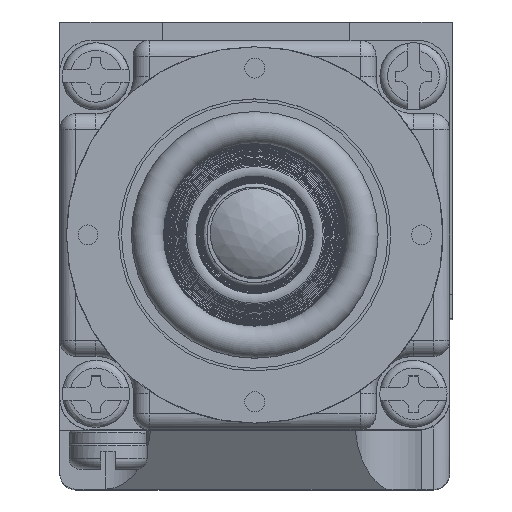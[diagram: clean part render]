
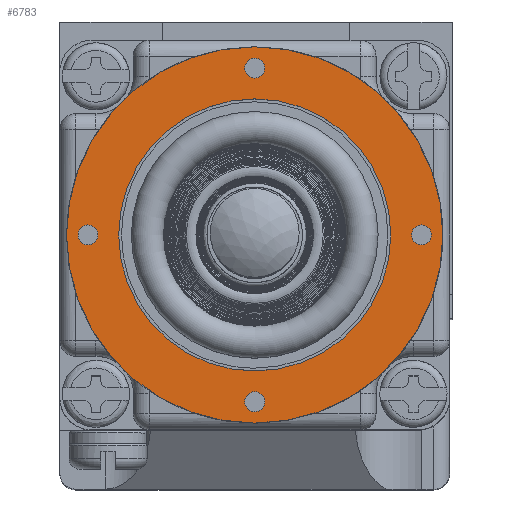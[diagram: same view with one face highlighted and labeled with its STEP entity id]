
A CAD part, top view. The second image highlights one B-rep face of the part: STEP entity #6783.
In plain terms, the highlighted planar face has unit normal (0, 0, 1).
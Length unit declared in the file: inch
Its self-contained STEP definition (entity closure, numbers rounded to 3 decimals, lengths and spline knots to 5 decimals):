
#419 = PLANE ( 'NONE',  #20407 ) ;
#707 = AXIS2_PLACEMENT_3D ( 'NONE', #18872, #15528, #27737 ) ;
#811 = ORIENTED_EDGE ( 'NONE', *, *, #3220, .T. ) ;
#942 = ORIENTED_EDGE ( 'NONE', *, *, #25897, .T. ) ;
#1537 = EDGE_CURVE ( 'NONE', #8334, #8334, #3685, .T. ) ;
#1898 = AXIS2_PLACEMENT_3D ( 'NONE', #28496, #10423, #13352 ) ;
#3220 = EDGE_CURVE ( 'NONE', #17847, #17847, #18794, .T. ) ;
#3685 = CIRCLE ( 'NONE', #28563, 0.0385 ) ;
#3698 = CIRCLE ( 'NONE', #707, 0.527 ) ;
#6534 = CIRCLE ( 'NONE', #33175, 0.729 ) ;
#6783 = ADVANCED_FACE ( 'NONE', ( #14733, #28649, #35854, #31536, #16669, #23446 ), #419, .T. ) ;
#7823 = CARTESIAN_POINT ( 'NONE',  ( -2.49767, 1.2787, 2.01581 ) ) ;
#8287 = CARTESIAN_POINT ( 'NONE',  ( -1.36317, 1.2787, 2.01581 ) ) ;
#8334 = VERTEX_POINT ( 'NONE', #8287 ) ;
#8593 = DIRECTION ( 'NONE',  ( 0., 0., -1. ) ) ;
#10247 = DIRECTION ( 'NONE',  ( 0., 0., -1. ) ) ;
#10423 = DIRECTION ( 'NONE',  ( 0., 0., -1. ) ) ;
#10602 = VERTEX_POINT ( 'NONE', #34425 ) ;
#11777 = ORIENTED_EDGE ( 'NONE', *, *, #1537, .T. ) ;
#12021 = EDGE_LOOP ( 'NONE', ( #942 ) ) ;
#12839 = EDGE_LOOP ( 'NONE', ( #811 ) ) ;
#13352 = DIRECTION ( 'NONE',  ( -1., 0., 0. ) ) ;
#14040 = ORIENTED_EDGE ( 'NONE', *, *, #23629, .T. ) ;
#14301 = ORIENTED_EDGE ( 'NONE', *, *, #33882, .T. ) ;
#14523 = DIRECTION ( 'NONE',  ( -1., 0., 0. ) ) ;
#14733 = FACE_BOUND ( 'NONE', #28120, .T. ) ;
#15528 = DIRECTION ( 'NONE',  ( 0., 0., -1. ) ) ;
#15546 = AXIS2_PLACEMENT_3D ( 'NONE', #32778, #30074, #14523 ) ;
#16298 = VERTEX_POINT ( 'NONE', #29353 ) ;
#16669 = FACE_BOUND ( 'NONE', #27109, .T. ) ;
#17409 = DIRECTION ( 'NONE',  ( -1., 0., 0. ) ) ;
#17847 = VERTEX_POINT ( 'NONE', #27000 ) ;
#18222 = CIRCLE ( 'NONE', #15546, 0.0385 ) ;
#18794 = CIRCLE ( 'NONE', #21489, 0.0385 ) ;
#18872 = CARTESIAN_POINT ( 'NONE',  ( -1.97067, 1.2787, 2.01581 ) ) ;
#20407 = AXIS2_PLACEMENT_3D ( 'NONE', #21709, #36952, #24400 ) ;
#21489 = AXIS2_PLACEMENT_3D ( 'NONE', #38076, #10247, #31664 ) ;
#21709 = CARTESIAN_POINT ( 'NONE',  ( -1.97067, 1.2787, 2.01581 ) ) ;
#23446 = FACE_OUTER_BOUND ( 'NONE', #37234, .T. ) ;
#23629 = EDGE_CURVE ( 'NONE', #10602, #10602, #6534, .T. ) ;
#24400 = DIRECTION ( 'NONE',  ( 1., 0., 0. ) ) ;
#24817 = ORIENTED_EDGE ( 'NONE', *, *, #36691, .T. ) ;
#25419 = VERTEX_POINT ( 'NONE', #7823 ) ;
#25860 = CARTESIAN_POINT ( 'NONE',  ( -2.00917, 1.9247, 2.01581 ) ) ;
#25877 = EDGE_LOOP ( 'NONE', ( #14301 ) ) ;
#25897 = EDGE_CURVE ( 'NONE', #28803, #28803, #18222, .T. ) ;
#27000 = CARTESIAN_POINT ( 'NONE',  ( -2.00917, 0.6327, 2.01581 ) ) ;
#27109 = EDGE_LOOP ( 'NONE', ( #24817 ) ) ;
#27737 = DIRECTION ( 'NONE',  ( -1., 0., 0. ) ) ;
#28120 = EDGE_LOOP ( 'NONE', ( #11777 ) ) ;
#28496 = CARTESIAN_POINT ( 'NONE',  ( -2.61667, 1.2787, 2.01581 ) ) ;
#28563 = AXIS2_PLACEMENT_3D ( 'NONE', #35616, #8593, #17409 ) ;
#28649 = FACE_BOUND ( 'NONE', #12839, .T. ) ;
#28803 = VERTEX_POINT ( 'NONE', #25860 ) ;
#29353 = CARTESIAN_POINT ( 'NONE',  ( -2.65517, 1.2787, 2.01581 ) ) ;
#29452 = DIRECTION ( 'NONE',  ( 0., 0., 1. ) ) ;
#30074 = DIRECTION ( 'NONE',  ( 0., 0., -1. ) ) ;
#31536 = FACE_BOUND ( 'NONE', #12021, .T. ) ;
#31664 = DIRECTION ( 'NONE',  ( -1., 0., 0. ) ) ;
#32778 = CARTESIAN_POINT ( 'NONE',  ( -1.97067, 1.9247, 2.01581 ) ) ;
#33175 = AXIS2_PLACEMENT_3D ( 'NONE', #38540, #29452, #35615 ) ;
#33882 = EDGE_CURVE ( 'NONE', #16298, #16298, #37630, .T. ) ;
#34425 = CARTESIAN_POINT ( 'NONE',  ( -2.69967, 1.2787, 2.01581 ) ) ;
#35615 = DIRECTION ( 'NONE',  ( -1., 0., 0. ) ) ;
#35616 = CARTESIAN_POINT ( 'NONE',  ( -1.32467, 1.2787, 2.01581 ) ) ;
#35854 = FACE_BOUND ( 'NONE', #25877, .T. ) ;
#36691 = EDGE_CURVE ( 'NONE', #25419, #25419, #3698, .T. ) ;
#36952 = DIRECTION ( 'NONE',  ( 0., 0., 1. ) ) ;
#37234 = EDGE_LOOP ( 'NONE', ( #14040 ) ) ;
#37630 = CIRCLE ( 'NONE', #1898, 0.0385 ) ;
#38076 = CARTESIAN_POINT ( 'NONE',  ( -1.97067, 0.6327, 2.01581 ) ) ;
#38540 = CARTESIAN_POINT ( 'NONE',  ( -1.97067, 1.2787, 2.01581 ) ) ;
